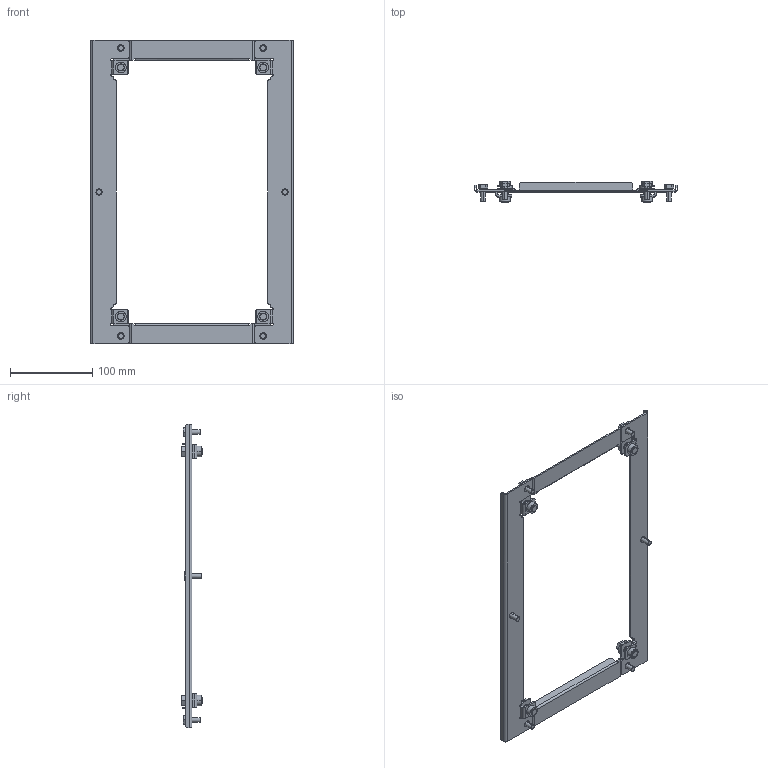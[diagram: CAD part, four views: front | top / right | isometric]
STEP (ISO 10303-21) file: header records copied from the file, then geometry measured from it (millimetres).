
FILE_DESCRIPTION (( 'STEP AP214' ), '1' );
FILE_NAME ('GS4-FMKIT-B.STEP', '2017-05-24T20:23:42', ( '' ), ( '' ), 'SwSTEP 2.0', 'SolidWorks 2015', '' );
FILE_SCHEMA (( 'AUTOMOTIVE_DESIGN' ));
Length unit declared in the file: millimetre
Products named in the file (1): GS4-FMKIT-B
Bounding box: 246.8 x 25.3 x 369 mm (x, y, z)
Surface area: 96547.8 mm2 (no closed solid volume)
Topology: 0 solids, 32 shells, 278 faces, 1060 edges, 792 vertices
Faces by surface type: plane 186, bspline 92
Entity records: 34360 total; most frequent: CARTESIAN_POINT 26563, ORIENTED_EDGE 1566, DIRECTION 1114, EDGE_CURVE 1060, VERTEX_POINT 792, VECTOR 740, LINE 740, EDGE_LOOP 332
